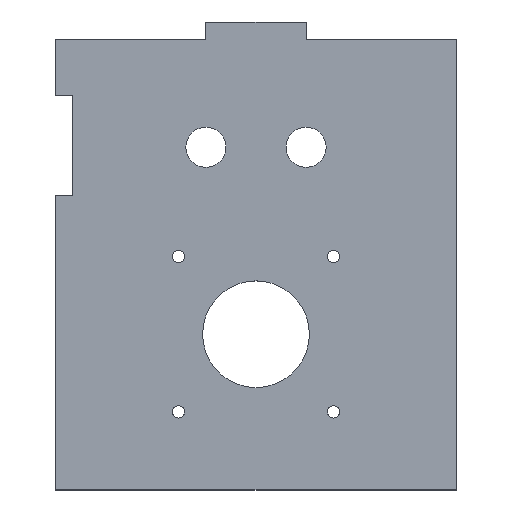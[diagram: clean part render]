
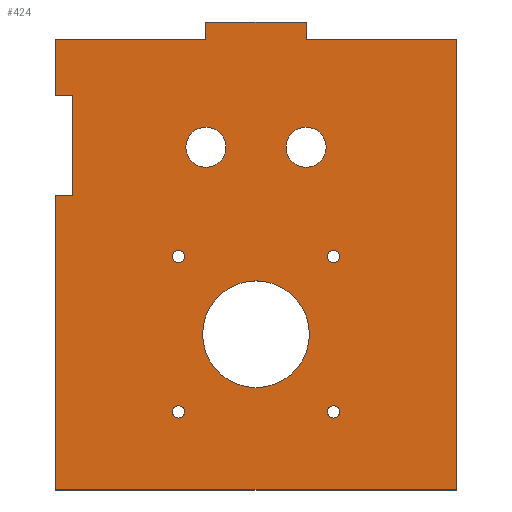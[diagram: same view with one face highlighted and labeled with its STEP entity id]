
A CAD part, top view. The second image highlights one B-rep face of the part: STEP entity #424.
In plain terms, the highlighted planar face has unit normal (0, 0, 1).
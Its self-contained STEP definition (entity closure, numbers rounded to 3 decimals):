
#29=FACE_BOUND('',#88,.T.);
#30=FACE_BOUND('',#89,.T.);
#31=FACE_BOUND('',#90,.T.);
#32=FACE_BOUND('',#91,.T.);
#33=FACE_BOUND('',#92,.T.);
#34=FACE_BOUND('',#93,.T.);
#35=FACE_BOUND('',#94,.T.);
#43=CIRCLE('',#473,4.);
#44=CIRCLE('',#474,4.);
#45=CIRCLE('',#475,10.65);
#46=CIRCLE('',#476,1.229);
#47=CIRCLE('',#477,1.229);
#48=CIRCLE('',#478,1.229);
#49=CIRCLE('',#479,1.229);
#59=FACE_OUTER_BOUND('',#87,.T.);
#87=EDGE_LOOP('',(#338,#339,#340,#341,#342,#343,#344,#345,#346,#347,#348,
#349));
#88=EDGE_LOOP('',(#350));
#89=EDGE_LOOP('',(#351));
#90=EDGE_LOOP('',(#352));
#91=EDGE_LOOP('',(#353));
#92=EDGE_LOOP('',(#354));
#93=EDGE_LOOP('',(#355));
#94=EDGE_LOOP('',(#356));
#108=LINE('',#614,#151);
#111=LINE('',#620,#154);
#115=LINE('',#627,#158);
#125=LINE('',#662,#168);
#129=LINE('',#669,#172);
#131=LINE('',#673,#174);
#133=LINE('',#677,#176);
#134=LINE('',#680,#177);
#136=LINE('',#683,#179);
#137=LINE('',#685,#180);
#138=LINE('',#687,#181);
#139=LINE('',#688,#182);
#151=VECTOR('',#497,10.);
#154=VECTOR('',#502,10.);
#158=VECTOR('',#508,10.);
#168=VECTOR('',#536,10.);
#172=VECTOR('',#542,10.);
#174=VECTOR('',#546,10.);
#176=VECTOR('',#550,10.);
#177=VECTOR('',#553,10.);
#179=VECTOR('',#557,10.);
#180=VECTOR('',#558,10.);
#181=VECTOR('',#559,10.);
#182=VECTOR('',#560,10.);
#194=VERTEX_POINT('',#611);
#195=VERTEX_POINT('',#613);
#197=VERTEX_POINT('',#619);
#199=VERTEX_POINT('',#625);
#215=VERTEX_POINT('',#661);
#216=VERTEX_POINT('',#665);
#217=VERTEX_POINT('',#667);
#218=VERTEX_POINT('',#671);
#219=VERTEX_POINT('',#675);
#220=VERTEX_POINT('',#679);
#221=VERTEX_POINT('',#684);
#222=VERTEX_POINT('',#686);
#223=VERTEX_POINT('',#689);
#224=VERTEX_POINT('',#691);
#225=VERTEX_POINT('',#693);
#226=VERTEX_POINT('',#695);
#227=VERTEX_POINT('',#697);
#228=VERTEX_POINT('',#699);
#229=VERTEX_POINT('',#701);
#232=EDGE_CURVE('',#195,#194,#108,.T.);
#235=EDGE_CURVE('',#197,#195,#111,.T.);
#239=EDGE_CURVE('',#194,#199,#115,.T.);
#256=EDGE_CURVE('',#215,#197,#125,.T.);
#260=EDGE_CURVE('',#216,#217,#129,.T.);
#262=EDGE_CURVE('',#199,#218,#131,.T.);
#264=EDGE_CURVE('',#217,#219,#133,.T.);
#265=EDGE_CURVE('',#220,#215,#134,.T.);
#267=EDGE_CURVE('',#218,#216,#136,.T.);
#268=EDGE_CURVE('',#219,#221,#137,.T.);
#269=EDGE_CURVE('',#221,#222,#138,.T.);
#270=EDGE_CURVE('',#222,#220,#139,.T.);
#271=EDGE_CURVE('',#223,#223,#43,.T.);
#272=EDGE_CURVE('',#224,#224,#44,.T.);
#273=EDGE_CURVE('',#225,#225,#45,.T.);
#274=EDGE_CURVE('',#226,#226,#46,.T.);
#275=EDGE_CURVE('',#227,#227,#47,.T.);
#276=EDGE_CURVE('',#228,#228,#48,.T.);
#277=EDGE_CURVE('',#229,#229,#49,.T.);
#338=ORIENTED_EDGE('',*,*,#239,.T.);
#339=ORIENTED_EDGE('',*,*,#262,.T.);
#340=ORIENTED_EDGE('',*,*,#267,.T.);
#341=ORIENTED_EDGE('',*,*,#260,.T.);
#342=ORIENTED_EDGE('',*,*,#264,.T.);
#343=ORIENTED_EDGE('',*,*,#268,.T.);
#344=ORIENTED_EDGE('',*,*,#269,.T.);
#345=ORIENTED_EDGE('',*,*,#270,.T.);
#346=ORIENTED_EDGE('',*,*,#265,.T.);
#347=ORIENTED_EDGE('',*,*,#256,.T.);
#348=ORIENTED_EDGE('',*,*,#235,.T.);
#349=ORIENTED_EDGE('',*,*,#232,.T.);
#350=ORIENTED_EDGE('',*,*,#271,.T.);
#351=ORIENTED_EDGE('',*,*,#272,.T.);
#352=ORIENTED_EDGE('',*,*,#273,.T.);
#353=ORIENTED_EDGE('',*,*,#274,.T.);
#354=ORIENTED_EDGE('',*,*,#275,.T.);
#355=ORIENTED_EDGE('',*,*,#276,.T.);
#356=ORIENTED_EDGE('',*,*,#277,.T.);
#410=PLANE('',#472);
#424=ADVANCED_FACE('',(#59,#29,#30,#31,#32,#33,#34,#35),#410,.T.);
#472=AXIS2_PLACEMENT_3D('',#682,#555,#556);
#473=AXIS2_PLACEMENT_3D('',#690,#561,#562);
#474=AXIS2_PLACEMENT_3D('',#692,#563,#564);
#475=AXIS2_PLACEMENT_3D('',#694,#565,#566);
#476=AXIS2_PLACEMENT_3D('',#696,#567,#568);
#477=AXIS2_PLACEMENT_3D('',#698,#569,#570);
#478=AXIS2_PLACEMENT_3D('',#700,#571,#572);
#479=AXIS2_PLACEMENT_3D('',#702,#573,#574);
#497=DIRECTION('',(0.,-1.,0.));
#502=DIRECTION('',(1.,0.,0.));
#508=DIRECTION('',(-1.,0.,0.));
#536=DIRECTION('',(0.,-1.,0.));
#542=DIRECTION('',(0.,1.,0.));
#546=DIRECTION('',(0.,-1.,0.));
#550=DIRECTION('',(-1.,0.,0.));
#553=DIRECTION('',(-1.,0.,0.));
#555=DIRECTION('center_axis',(0.,0.,1.));
#556=DIRECTION('ref_axis',(1.,0.,0.));
#557=DIRECTION('',(1.,0.,0.));
#558=DIRECTION('',(0.,1.,0.));
#559=DIRECTION('',(-1.,0.,0.));
#560=DIRECTION('',(0.,-1.,0.));
#561=DIRECTION('center_axis',(0.,0.,-1.));
#562=DIRECTION('ref_axis',(-1.,0.,0.));
#563=DIRECTION('center_axis',(0.,0.,-1.));
#564=DIRECTION('ref_axis',(-1.,0.,0.));
#565=DIRECTION('center_axis',(0.,0.,-1.));
#566=DIRECTION('ref_axis',(-1.,0.,0.));
#567=DIRECTION('center_axis',(0.,0.,-1.));
#568=DIRECTION('ref_axis',(-1.,0.,0.));
#569=DIRECTION('center_axis',(0.,0.,-1.));
#570=DIRECTION('ref_axis',(-1.,0.,0.));
#571=DIRECTION('center_axis',(0.,0.,-1.));
#572=DIRECTION('ref_axis',(-1.,0.,0.));
#573=DIRECTION('center_axis',(0.,0.,-1.));
#574=DIRECTION('ref_axis',(-1.,0.,0.));
#611=CARTESIAN_POINT('',(28.4,-31.25,3.4));
#613=CARTESIAN_POINT('',(28.4,-11.25,3.4));
#614=CARTESIAN_POINT('',(28.4,-27.275,3.4));
#619=CARTESIAN_POINT('',(25.,-11.25,3.4));
#620=CARTESIAN_POINT('',(45.,-11.25,3.4));
#625=CARTESIAN_POINT('',(25.,-31.25,3.4));
#627=CARTESIAN_POINT('',(46.7,-31.25,3.4));
#661=CARTESIAN_POINT('',(25.,0.,3.4));
#662=CARTESIAN_POINT('',(25.,-75.257,3.4));
#665=CARTESIAN_POINT('',(105.,-90.,3.4));
#667=CARTESIAN_POINT('',(105.,0.,3.4));
#669=CARTESIAN_POINT('',(105.,-21.65,3.4));
#671=CARTESIAN_POINT('',(25.,-90.,3.4));
#673=CARTESIAN_POINT('',(25.,-75.257,3.4));
#675=CARTESIAN_POINT('',(75.,0.,3.4));
#677=CARTESIAN_POINT('',(130.,0.,3.4));
#679=CARTESIAN_POINT('',(55.,0.,3.4));
#680=CARTESIAN_POINT('',(55.,0.,3.4));
#682=CARTESIAN_POINT('Origin',(65.,-43.3,3.4));
#683=CARTESIAN_POINT('',(0.,-90.,3.4));
#684=CARTESIAN_POINT('',(75.,3.4,3.4));
#685=CARTESIAN_POINT('',(75.,0.,3.4));
#686=CARTESIAN_POINT('',(55.,3.4,3.4));
#687=CARTESIAN_POINT('',(75.,3.4,3.4));
#688=CARTESIAN_POINT('',(55.,3.4,3.4));
#689=CARTESIAN_POINT('',(79.,-21.6,3.4));
#690=CARTESIAN_POINT('Origin',(75.,-21.6,3.4));
#691=CARTESIAN_POINT('',(59.,-21.6,3.4));
#692=CARTESIAN_POINT('Origin',(55.,-21.6,3.4));
#693=CARTESIAN_POINT('',(75.65,-58.921,3.4));
#694=CARTESIAN_POINT('Origin',(65.,-58.921,3.4));
#695=CARTESIAN_POINT('',(81.729,-43.42,3.4));
#696=CARTESIAN_POINT('Origin',(80.5,-43.42,3.4));
#697=CARTESIAN_POINT('',(81.73,-74.42,3.4));
#698=CARTESIAN_POINT('Origin',(80.5,-74.42,3.4));
#699=CARTESIAN_POINT('',(50.729,-43.421,3.4));
#700=CARTESIAN_POINT('Origin',(49.5,-43.421,3.4));
#701=CARTESIAN_POINT('',(50.73,-74.421,3.4));
#702=CARTESIAN_POINT('Origin',(49.5,-74.421,3.4));
